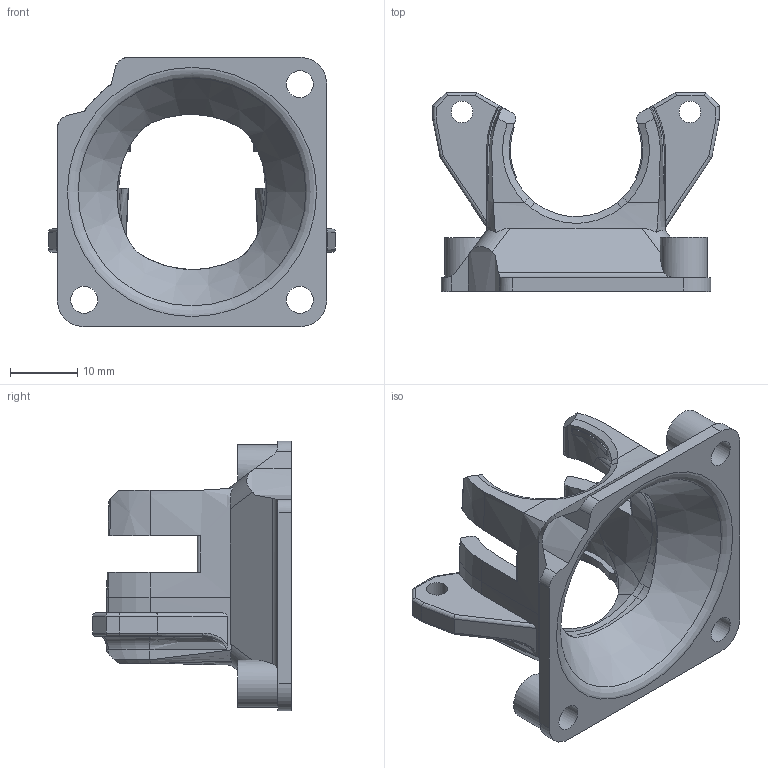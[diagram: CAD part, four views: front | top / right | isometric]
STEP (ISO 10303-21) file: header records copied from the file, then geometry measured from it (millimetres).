
FILE_DESCRIPTION(/* description */ (''),/* implementation_level */ '2;1');
FILE_NAME(/* name */ 'MGN12_HD12_Rapido_Fan_Shroud_40mm.step',/* time_stamp */ '2022-03-13T20:13:48+01:00',/* author */ (''),/* organization */ (''),/* preprocessor_version */ 'ST-DEVELOPER v18.1',/* originating_system */ 'Autodesk Translation Framework v10.13.0.1454',/* authorisation */ '');
FILE_SCHEMA (('AUTOMOTIVE_DESIGN { 1 0 10303 214 3 1 1 }'));
Length unit declared in the file: millimetre
Products named in the file (1): MGN12_HD12_Rapido_Fan_Shroud_40mm
Bounding box: 42.55 x 29.53 x 40 mm (x, y, z)
Volume: 7727 mm3; surface area: 6322.1 mm2
Topology: 1 solids, 1 shells, 200 faces, 555 edges, 360 vertices
Faces by surface type: plane 61, bspline 60, cylinder 55, cone 21, torus 3
Full cylindrical faces by diameter (mm): 3.2 x2, 4 x3, 7 x3
Entity records: 9700 total; most frequent: CARTESIAN_POINT 5022, ORIENTED_EDGE 1110, DIRECTION 758, EDGE_CURVE 555, VERTEX_POINT 360, AXIS2_PLACEMENT_3D 277, EDGE_LOOP 215, B_SPLINE_CURVE_WITH_KNOTS 207
